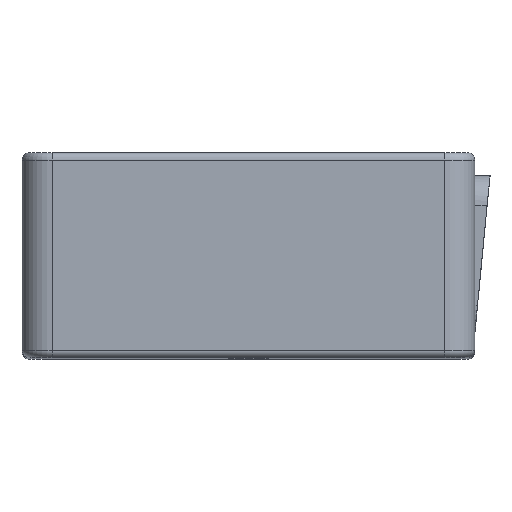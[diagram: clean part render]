
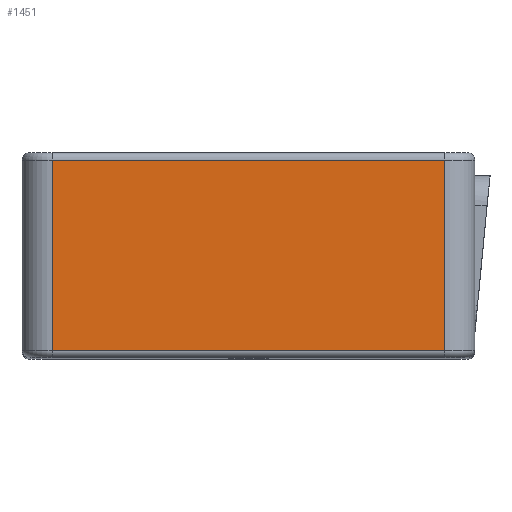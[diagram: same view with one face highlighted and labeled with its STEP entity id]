
A CAD part, top view. The second image highlights one B-rep face of the part: STEP entity #1451.
In plain terms, the highlighted planar face has unit normal (0, 0, 1).
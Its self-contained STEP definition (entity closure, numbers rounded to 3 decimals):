
#56=DIRECTION('',(1.,0.,0.));
#57=VECTOR('',#56,26.);
#58=CARTESIAN_POINT('',(-13.,-6.3,0.));
#59=LINE('',#58,#57);
#64=DIRECTION('',(0.,-1.,0.));
#65=VECTOR('',#64,12.6);
#66=CARTESIAN_POINT('',(-13.,6.3,0.));
#67=LINE('',#66,#65);
#71=DIRECTION('',(-1.,0.,0.));
#72=VECTOR('',#71,26.);
#73=CARTESIAN_POINT('',(13.,6.3,0.));
#74=LINE('',#73,#72);
#78=DIRECTION('',(0.,1.,0.));
#79=VECTOR('',#78,12.6);
#80=CARTESIAN_POINT('',(13.,-6.3,0.));
#81=LINE('',#80,#79);
#1328=CARTESIAN_POINT('',(13.,-6.3,0.));
#1329=VERTEX_POINT('',#1328);
#1332=CARTESIAN_POINT('',(-13.,-6.3,0.));
#1333=VERTEX_POINT('',#1332);
#1368=CARTESIAN_POINT('',(-13.,6.3,0.));
#1369=VERTEX_POINT('',#1368);
#1372=CARTESIAN_POINT('',(13.,6.3,0.));
#1373=VERTEX_POINT('',#1372);
#1436=CARTESIAN_POINT('',(0.,0.,0.));
#1437=DIRECTION('',(0.,0.,1.));
#1438=DIRECTION('',(1.,0.,0.));
#1439=AXIS2_PLACEMENT_3D('',#1436,#1437,#1438);
#1440=PLANE('',#1439);
#1442=ORIENTED_EDGE('',*,*,#1441,.F.);
#1444=ORIENTED_EDGE('',*,*,#1443,.F.);
#1446=ORIENTED_EDGE('',*,*,#1445,.F.);
#1448=ORIENTED_EDGE('',*,*,#1447,.F.);
#1449=EDGE_LOOP('',(#1442,#1444,#1446,#1448));
#1450=FACE_OUTER_BOUND('',#1449,.F.);
#1451=ADVANCED_FACE('',(#1450),#1440,.T.);
#1441=EDGE_CURVE('',#1333,#1329,#59,.T.);
#1443=EDGE_CURVE('',#1369,#1333,#67,.T.);
#1445=EDGE_CURVE('',#1373,#1369,#74,.T.);
#1447=EDGE_CURVE('',#1329,#1373,#81,.T.);
